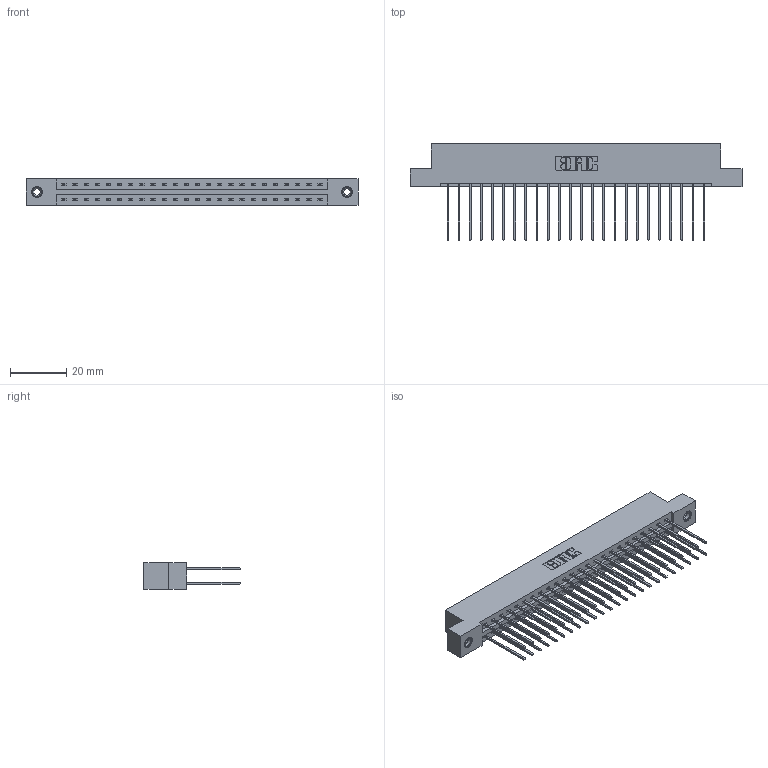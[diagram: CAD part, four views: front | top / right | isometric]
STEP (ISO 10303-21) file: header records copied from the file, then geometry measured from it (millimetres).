
FILE_DESCRIPTION (( 'STEP AP203' ), '1' );
FILE_NAME ('387-048-541-208.STEP', '2019-10-18T09:48:45', ( '' ), ( '' ), 'SwSTEP 2.0', 'SolidWorks 2016', '' );
FILE_SCHEMA (( 'CONFIG_CONTROL_DESIGN' ));
Length unit declared in the file: inch
Products named in the file (4): 387-048-541-208; 345-292-001_345-293-141; 345-250-001_345-250-003-102; 337 Part_Flush Mounting Lugs - 0.156 Dia-TI
Assembly tree (51 placements, depth 2):
  387-048-541-208
    337 Part_Flush Mounting Lugs - 0.156 Dia-TI
    345-292-001_345-293-141  x48
    345-250-001_345-250-003-102  x2
Bounding box: 118.11 x 34.3 x 9.4 mm (x, y, z)
Volume: 12476.6 mm3; surface area: 15336.2 mm2
Topology: 51 solids, 51 shells, 2766 faces, 8175 edges, 5378 vertices
Faces by surface type: plane 1926, cylinder 824, cone 12, torus 4
Entity records: 22140 total; most frequent: CARTESIAN_POINT 3725, ORIENTED_EDGE 3654, DIRECTION 3233, EDGE_CURVE 1827, VECTOR 1679, LINE 1679, VERTEX_POINT 1212, AXIS2_PLACEMENT_3D 777
